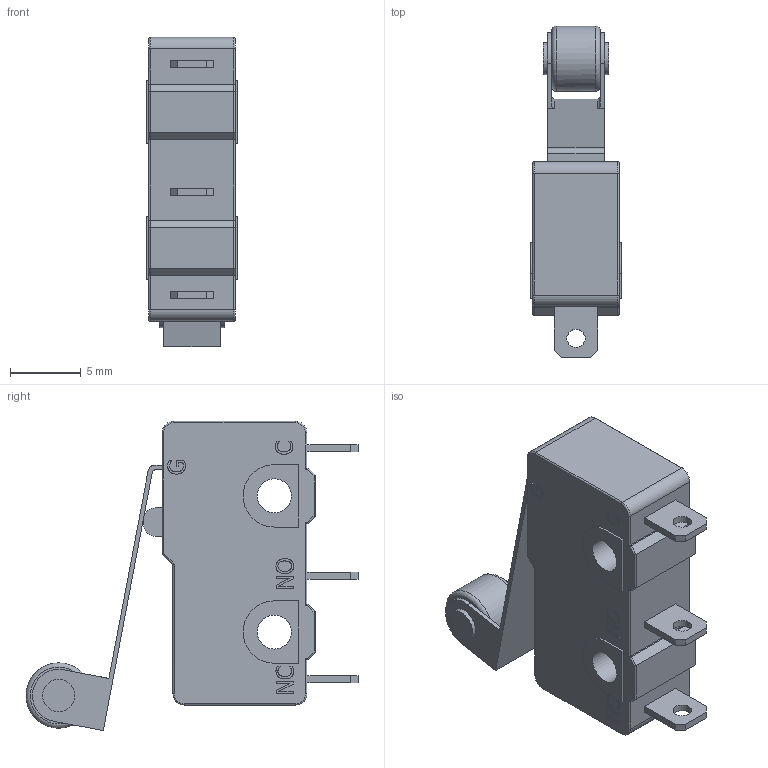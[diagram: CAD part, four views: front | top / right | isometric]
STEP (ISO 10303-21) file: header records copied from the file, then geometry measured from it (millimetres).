
FILE_DESCRIPTION(/* description */ (''),/* implementation_level */ '2;1');
FILE_NAME(/* name */ 'Microswitch 20mm.stp',/* time_stamp */ '2018-08-27T22:13:56+02:00',/* author */ ('gabri'),/* organization */ (''),/* preprocessor_version */ 'ST-DEVELOPER v17',/* originating_system */ 'Autodesk Inventor 2019',/* authorisation */ '');
FILE_SCHEMA (('AUTOMOTIVE_DESIGN { 1 0 10303 214 3 1 1 }'));
Length unit declared in the file: millimetre
Products named in the file (1): Microswitch 20mm
Bounding box: 6.4 x 23.4 x 21.8 mm (x, y, z)
Volume: 1280.5 mm3; surface area: 1295.3 mm2
Topology: 7 solids, 7 shells, 343 faces, 898 edges, 588 vertices
Faces by surface type: plane 163, bspline 105, cylinder 65, torus 10
Full cylindrical faces by diameter (mm): 1.2 x3, 1.3 x3, 2.283 x2, 2.4 x2, 4.6 x1
Entity records: 11427 total; most frequent: CARTESIAN_POINT 3510, ORIENTED_EDGE 1796, DIRECTION 1294, EDGE_CURVE 898, VERTEX_POINT 588, LINE 560, VECTOR 560, EDGE_LOOP 374
